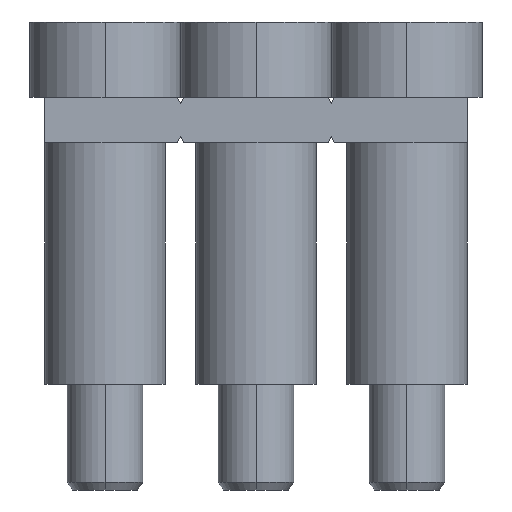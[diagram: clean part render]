
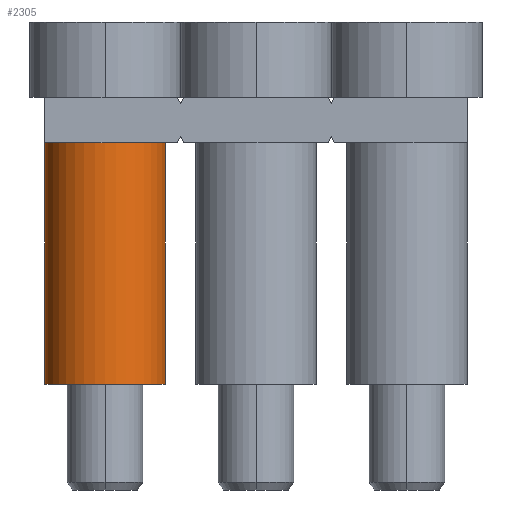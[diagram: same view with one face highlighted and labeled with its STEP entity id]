
A CAD part, front view. The second image highlights one B-rep face of the part: STEP entity #2305.
In plain terms, the highlighted cylindrical face has radius 2 mm (diameter 4 mm), a partial arc.
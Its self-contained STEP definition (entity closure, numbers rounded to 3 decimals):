
#129 = CARTESIAN_POINT ( 'NONE',  ( -3.858, 0.316, -0.546 ) ) ;
#142 = DIRECTION ( 'NONE',  ( 0., 0., -1. ) ) ;
#236 = DIRECTION ( 'NONE',  ( 1., 0., 0. ) ) ;
#293 = DIRECTION ( 'NONE',  ( 0., 0., 1. ) ) ;
#295 = CARTESIAN_POINT ( 'NONE',  ( -5.858, 0.316, -8.546 ) ) ;
#357 = DIRECTION ( 'NONE',  ( 1., 0., 0. ) ) ;
#359 = DIRECTION ( 'NONE',  ( 0., 0., 1. ) ) ;
#371 = CARTESIAN_POINT ( 'NONE',  ( -5.858, 0.316, -0.546 ) ) ;
#489 = CARTESIAN_POINT ( 'NONE',  ( -7.858, 0.316, -0.546 ) ) ;
#626 = DIRECTION ( 'NONE',  ( 0., 0., -1. ) ) ;
#734 = VERTEX_POINT ( 'NONE', #4980 ) ;
#1544 = CIRCLE ( 'NONE', #6799, 2. ) ;
#1579 = AXIS2_PLACEMENT_3D ( 'NONE', #5580, #2146, #1657 ) ;
#1657 = DIRECTION ( 'NONE',  ( -1., 0., 0. ) ) ;
#2146 = DIRECTION ( 'NONE',  ( 0., 0., -1. ) ) ;
#2289 = ORIENTED_EDGE ( 'NONE', *, *, #5099, .F. ) ;
#2305 = ADVANCED_FACE ( 'NONE', ( #7062 ), #4061, .T. ) ;
#2320 = ORIENTED_EDGE ( 'NONE', *, *, #6057, .F. ) ;
#2363 = ORIENTED_EDGE ( 'NONE', *, *, #6026, .T. ) ;
#2371 = ORIENTED_EDGE ( 'NONE', *, *, #6066, .T. ) ;
#2989 = VERTEX_POINT ( 'NONE', #5370 ) ;
#3202 = CARTESIAN_POINT ( 'NONE',  ( -3.858, 0.316, -8.546 ) ) ;
#3584 = LINE ( 'NONE', #129, #5437 ) ;
#3772 = VERTEX_POINT ( 'NONE', #5037 ) ;
#3869 = LINE ( 'NONE', #489, #5755 ) ;
#4061 = CYLINDRICAL_SURFACE ( 'NONE', #1579, 2. ) ;
#4980 = CARTESIAN_POINT ( 'NONE',  ( -7.858, 0.316, -8.546 ) ) ;
#5037 = CARTESIAN_POINT ( 'NONE',  ( -7.858, 0.316, -0.546 ) ) ;
#5099 = EDGE_CURVE ( 'NONE', #2989, #5695, #3584, .T. ) ;
#5215 = CIRCLE ( 'NONE', #6801, 2. ) ;
#5370 = CARTESIAN_POINT ( 'NONE',  ( -3.858, 0.316, -0.546 ) ) ;
#5437 = VECTOR ( 'NONE', #142, 1000. ) ;
#5580 = CARTESIAN_POINT ( 'NONE',  ( -5.858, 0.316, -0.546 ) ) ;
#5695 = VERTEX_POINT ( 'NONE', #3202 ) ;
#5755 = VECTOR ( 'NONE', #626, 1000. ) ;
#6026 = EDGE_CURVE ( 'NONE', #3772, #734, #3869, .T. ) ;
#6057 = EDGE_CURVE ( 'NONE', #3772, #2989, #5215, .T. ) ;
#6066 = EDGE_CURVE ( 'NONE', #734, #5695, #1544, .T. ) ;
#6317 = EDGE_LOOP ( 'NONE', ( #2289, #2320, #2363, #2371 ) ) ;
#6799 = AXIS2_PLACEMENT_3D ( 'NONE', #295, #293, #236 ) ;
#6801 = AXIS2_PLACEMENT_3D ( 'NONE', #371, #359, #357 ) ;
#7062 = FACE_OUTER_BOUND ( 'NONE', #6317, .T. ) ;
